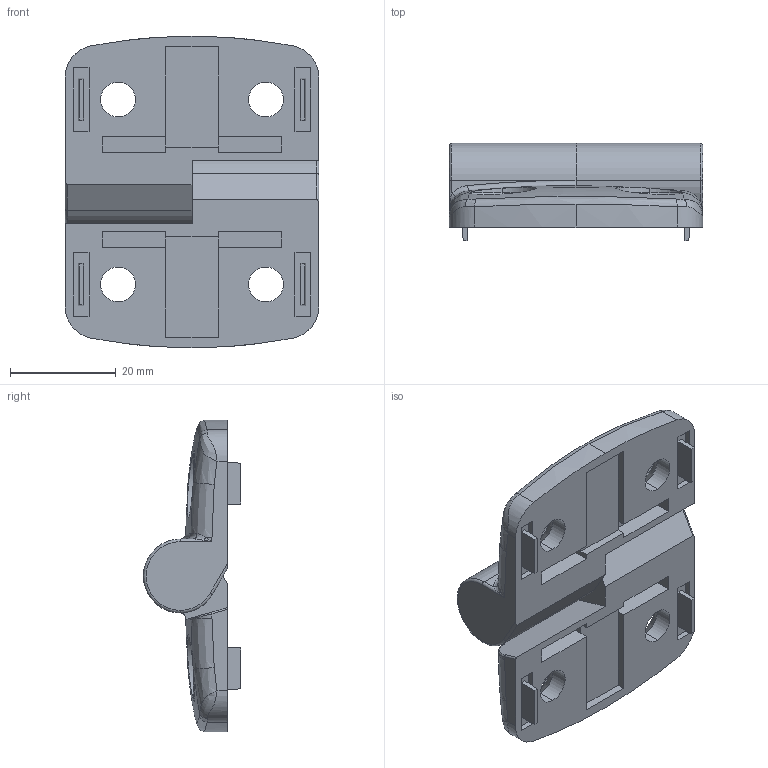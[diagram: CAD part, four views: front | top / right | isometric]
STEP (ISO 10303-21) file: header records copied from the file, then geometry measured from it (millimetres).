
FILE_DESCRIPTION(('STEP AP214'),'1');
FILE_NAME('fath_095k3030r08.stp','2017-10-09T08:16:56',('TraceParts'),('TraceParts S.A.'),'Spatial InterOp 3D',' ',' ');
FILE_SCHEMA(('automotive_design'));
Length unit declared in the file: millimetre
Products named in the file (3): fath_095k3030r08_1; fath_095k3030r08_2; fath_095k3030r08_3
Bounding box: 48 x 18.4 x 59 mm (x, y, z)
Volume: 19488.6 mm3; surface area: 10737.1 mm2
Topology: 3 solids, 3 shells, 192 faces, 482 edges, 300 vertices
Faces by surface type: plane 92, cylinder 46, bspline 30, cone 12, torus 12
Entity records: 9197 total; most frequent: CARTESIAN_POINT 3297, ORIENTED_EDGE 952, DIRECTION 790, EDGE_CURVE 476, VERTEX_POINT 300, AXIS2_PLACEMENT_3D 265, LINE 260, VECTOR 260
